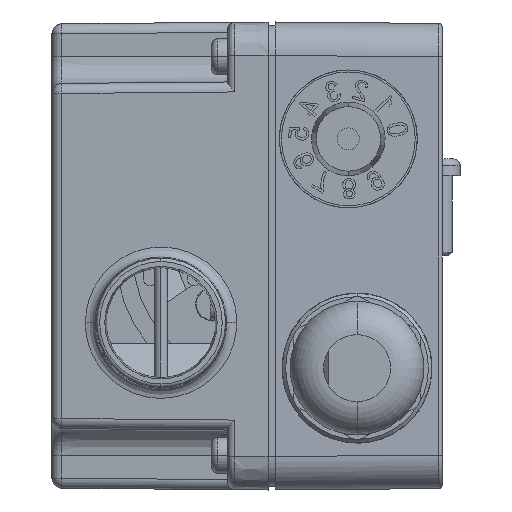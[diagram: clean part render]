
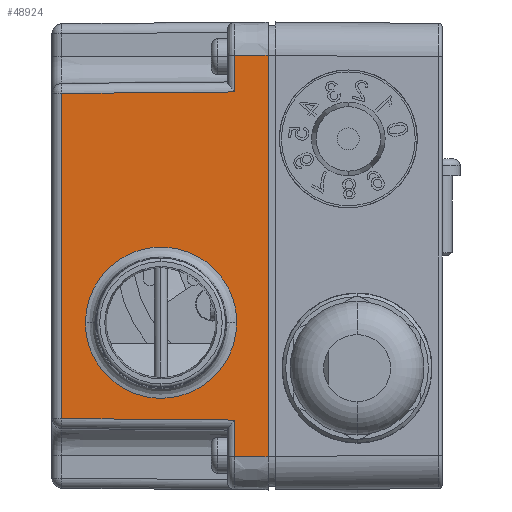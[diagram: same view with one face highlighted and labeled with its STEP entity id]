
A CAD part, left-side view. The second image highlights one B-rep face of the part: STEP entity #48924.
In plain terms, the highlighted face is planar.
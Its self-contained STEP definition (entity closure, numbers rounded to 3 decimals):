
#1481 = CARTESIAN_POINT ( 'NONE',  ( 37.729, -9.967, 27.291 ) ) ;
#1537 = CARTESIAN_POINT ( 'NONE',  ( 37.926, -9.967, 4.684 ) ) ;
#2407 = CARTESIAN_POINT ( 'NONE',  ( 37.926, -9.967, 4.684 ) ) ;
#2408 = CARTESIAN_POINT ( 'NONE',  ( 37.926, 12.639, 4.684 ) ) ;
#2409 = CARTESIAN_POINT ( 'NONE',  ( 37.729, 12.639, 27.291 ) ) ;
#2410 = CARTESIAN_POINT ( 'NONE',  ( 37.729, -9.967, 27.291 ) ) ;
#2411 =( BOUNDED_CURVE ( )  B_SPLINE_CURVE ( 3, ( #2410, #2409, #2408, #2407 ),
 .UNSPECIFIED., .F., .T. ) 
 B_SPLINE_CURVE_WITH_KNOTS ( ( 4, 4 ),
 ( 0., 3.142 ),
 .UNSPECIFIED. ) 
 CURVE ( )  GEOMETRIC_REPRESENTATION_ITEM ( )  RATIONAL_B_SPLINE_CURVE ( ( 1., 0.333, 0.333, 1. ) ) 
 REPRESENTATION_ITEM ( '' )  );
#3529 = CARTESIAN_POINT ( 'NONE',  ( 37.698, 24.29, 30.813 ) ) ;
#3530 = DIRECTION ( 'NONE',  ( 0.009, 0., -1. ) ) ;
#3531 = DIRECTION ( 'NONE',  ( 1., 0., 0.009 ) ) ;
#3532 = CARTESIAN_POINT ( 'NONE',  ( 37.967, -29.967, 0. ) ) ;
#3533 = AXIS2_PLACEMENT_3D ( 'NONE', #3532, #3531, #3530 ) ;
#3534 = PLANE ( 'NONE',  #3533 ) ;
#3535 = FACE_OUTER_BOUND ( 'NONE', #48903, .T. ) ;
#3536 = FACE_BOUND ( 'NONE', #48918, .T. ) ;
#4162 = DIRECTION ( 'NONE',  ( 0.009, -0.009, -1. ) ) ;
#4163 = CARTESIAN_POINT ( 'NONE',  ( 37.968, -24.559, -0.047 ) ) ;
#4164 = LINE ( 'NONE', #4163, #4233 ) ;
#4165 = CARTESIAN_POINT ( 'NONE',  ( 37.698, -24.29, 30.813 ) ) ;
#4166 = DIRECTION ( 'NONE',  ( 0., -1., 0. ) ) ;
#4167 = VECTOR ( 'NONE', #4166, 1000. ) ;
#4168 = CARTESIAN_POINT ( 'NONE',  ( 37.924, -29.967, 5.009 ) ) ;
#4169 = LINE ( 'NONE', #4168, #4167 ) ;
#4177 = CARTESIAN_POINT ( 'NONE',  ( 37.924, -24.515, 5.009 ) ) ;
#4178 = CARTESIAN_POINT ( 'NONE',  ( 37.924, -29.967, 5.009 ) ) ;
#4223 = CARTESIAN_POINT ( 'NONE',  ( 37.729, -9.967, 27.291 ) ) ;
#4224 = CARTESIAN_POINT ( 'NONE',  ( 37.729, -32.574, 27.291 ) ) ;
#4225 = CARTESIAN_POINT ( 'NONE',  ( 37.926, -32.574, 4.684 ) ) ;
#4226 = CARTESIAN_POINT ( 'NONE',  ( 37.926, -9.967, 4.684 ) ) ;
#4229 =( BOUNDED_CURVE ( )  B_SPLINE_CURVE ( 3, ( #4226, #4225, #4224, #4223 ),
 .UNSPECIFIED., .F., .T. ) 
 B_SPLINE_CURVE_WITH_KNOTS ( ( 4, 4 ),
 ( 3.142, 6.283 ),
 .UNSPECIFIED. ) 
 CURVE ( )  GEOMETRIC_REPRESENTATION_ITEM ( )  RATIONAL_B_SPLINE_CURVE ( ( 1., 0.333, 0.333, 1. ) ) 
 REPRESENTATION_ITEM ( '' )  );
#4233 = VECTOR ( 'NONE', #4162, 1000. ) ;
#4240 = CARTESIAN_POINT ( 'NONE',  ( 37.924, 24.515, 5.009 ) ) ;
#4242 = DIRECTION ( 'NONE',  ( 0., 1., 0. ) ) ;
#4243 = VECTOR ( 'NONE', #4242, 1000. ) ;
#4244 = CARTESIAN_POINT ( 'NONE',  ( 37.967, -29.967, 0. ) ) ;
#4245 = LINE ( 'NONE', #4244, #4243 ) ;
#4268 = DIRECTION ( 'NONE',  ( -0.009, -0.009, 1. ) ) ;
#4269 = VECTOR ( 'NONE', #4268, 1000. ) ;
#4270 = CARTESIAN_POINT ( 'NONE',  ( 37.686, 24.277, 32.287 ) ) ;
#4271 = LINE ( 'NONE', #4270, #4269 ) ;
#4279 = CARTESIAN_POINT ( 'NONE',  ( 37.967, -29.967, 0. ) ) ;
#4296 = DIRECTION ( 'NONE',  ( 0.009, 0., -1. ) ) ;
#4297 = VECTOR ( 'NONE', #4296, 1000. ) ;
#4298 = CARTESIAN_POINT ( 'NONE',  ( 37.967, 29.967, 0. ) ) ;
#4299 = LINE ( 'NONE', #4298, #4297 ) ;
#4300 = CARTESIAN_POINT ( 'NONE',  ( 37.967, 29.967, 0. ) ) ;
#4301 = CARTESIAN_POINT ( 'NONE',  ( 37.924, 29.967, 5.009 ) ) ;
#4302 = DIRECTION ( 'NONE',  ( 0., -1., 0. ) ) ;
#4303 = VECTOR ( 'NONE', #4302, 1000. ) ;
#4304 = CARTESIAN_POINT ( 'NONE',  ( 37.924, -29.967, 5.009 ) ) ;
#4305 = LINE ( 'NONE', #4304, #4303 ) ;
#5012 = DIRECTION ( 'NONE',  ( 0.009, 0., -1. ) ) ;
#5013 = VECTOR ( 'NONE', #5012, 1000. ) ;
#5014 = CARTESIAN_POINT ( 'NONE',  ( 37.967, -29.967, 0. ) ) ;
#5015 = LINE ( 'NONE', #5014, #5013 ) ;
#5047 = DIRECTION ( 'NONE',  ( 0., -1., 0. ) ) ;
#5048 = VECTOR ( 'NONE', #5047, 1000. ) ;
#5049 = CARTESIAN_POINT ( 'NONE',  ( 37.698, -25.777, 30.813 ) ) ;
#5050 = LINE ( 'NONE', #5049, #5048 ) ;
#27769 = VERTEX_POINT ( 'NONE', #1481 ) ;
#28069 = VERTEX_POINT ( 'NONE', #1537 ) ;
#33167 = EDGE_CURVE ( 'NONE', #27769, #28069, #2411, .T. ) ;
#48888 = VERTEX_POINT ( 'NONE', #4178 ) ;
#48889 = VERTEX_POINT ( 'NONE', #4177 ) ;
#48891 = ORIENTED_EDGE ( 'NONE', *, *, #48899, .T. ) ;
#48899 = EDGE_CURVE ( 'NONE', #48889, #48888, #4169, .T. ) ;
#48900 = VERTEX_POINT ( 'NONE', #4165 ) ;
#48901 = ORIENTED_EDGE ( 'NONE', *, *, #48902, .T. ) ;
#48902 = EDGE_CURVE ( 'NONE', #48900, #48889, #4164, .T. ) ;
#48903 = EDGE_LOOP ( 'NONE', ( #48901, #48891, #48992, #48964, #48943, #48950, #48938, #48932 ) ) ;
#48905 = ORIENTED_EDGE ( 'NONE', *, *, #48906, .T. ) ;
#48906 = EDGE_CURVE ( 'NONE', #28069, #27769, #4229, .T. ) ;
#48912 = ORIENTED_EDGE ( 'NONE', *, *, #33167, .T. ) ;
#48918 = EDGE_LOOP ( 'NONE', ( #48912, #48905 ) ) ;
#48924 = ADVANCED_FACE ( 'NONE', ( #3536, #3535 ), #3534, .T. ) ;
#48925 = VERTEX_POINT ( 'NONE', #3529 ) ;
#48932 = ORIENTED_EDGE ( 'NONE', *, *, #49010, .T. ) ;
#48936 = EDGE_CURVE ( 'NONE', #48944, #48925, #4271, .T. ) ;
#48938 = ORIENTED_EDGE ( 'NONE', *, *, #48936, .T. ) ;
#48942 = EDGE_CURVE ( 'NONE', #48966, #48949, #4245, .T. ) ;
#48943 = ORIENTED_EDGE ( 'NONE', *, *, #48952, .F. ) ;
#48944 = VERTEX_POINT ( 'NONE', #4240 ) ;
#48947 = EDGE_CURVE ( 'NONE', #48948, #48944, #4305, .T. ) ;
#48948 = VERTEX_POINT ( 'NONE', #4301 ) ;
#48949 = VERTEX_POINT ( 'NONE', #4300 ) ;
#48950 = ORIENTED_EDGE ( 'NONE', *, *, #48947, .T. ) ;
#48952 = EDGE_CURVE ( 'NONE', #48948, #48949, #4299, .T. ) ;
#48964 = ORIENTED_EDGE ( 'NONE', *, *, #48942, .T. ) ;
#48966 = VERTEX_POINT ( 'NONE', #4279 ) ;
#48992 = ORIENTED_EDGE ( 'NONE', *, *, #48993, .T. ) ;
#48993 = EDGE_CURVE ( 'NONE', #48888, #48966, #5015, .T. ) ;
#49010 = EDGE_CURVE ( 'NONE', #48925, #48900, #5050, .T. ) ;
